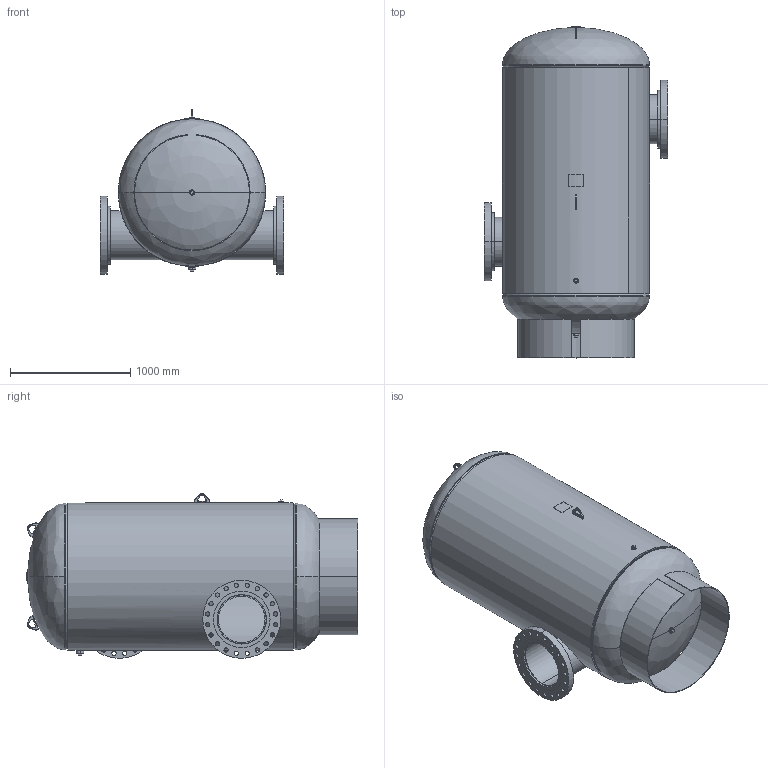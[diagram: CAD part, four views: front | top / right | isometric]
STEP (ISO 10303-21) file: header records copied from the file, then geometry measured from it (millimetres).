
FILE_DESCRIPTION (( 'STEP AP203' ), '1' );
FILE_NAME ('SPA-16.STEP', '2021-03-15T17:32:20', ( '' ), ( '' ), 'SwSTEP 2.0', 'SolidWorks 2021', '' );
FILE_SCHEMA (( 'CONFIG_CONTROL_DESIGN' ));
Length unit declared in the file: inch
Products named in the file (17): 9600830_48" VERT; Couplings_9500558; PLUGS_9500140; 9461350; SPA-16; 9400542; 9500080; 99A2321; 9201151; Couplings_9500564; 9301170_24.5; 9500050; PLUGS_9500150; 99Q0873; 05016004_SPA 16S -- 200 PSI; PLUGS_9500170
Assembly tree (19 placements, depth 3):
  SPA-16
    05016004_SPA 16S -- 200 PSI
    9201151
    9201151
    9500050
    9500080
    Couplings_9500558
    Couplings_9500564
    PLUGS_9500140
    PLUGS_9500150
    PLUGS_9500170
    99A2321  x2
      9301170_24.5
      9461350
    99Q0873
    9400542  x3
    9600830_48" VERT
Bounding box: 1524 x 2756.22 x 1367.62 mm (x, y, z)
Volume: 161794124.5 mm3; surface area: 27467753.8 mm2
Topology: 19 solids, 19 shells, 469 faces, 1090 edges, 668 vertices
Faces by surface type: cylinder 250, plane 95, torus 76, cone 28, bspline 20
Full cylindrical faces by diameter (mm): 1200.061 x1, 1225.461 x1
Entity records: 17740 total; most frequent: CARTESIAN_POINT 9051, DIRECTION 1550, ORIENTED_EDGE 1308, EDGE_CURVE 654, AXIS2_PLACEMENT_3D 650, VERTEX_POINT 404, CIRCLE 360, EDGE_LOOP 360
